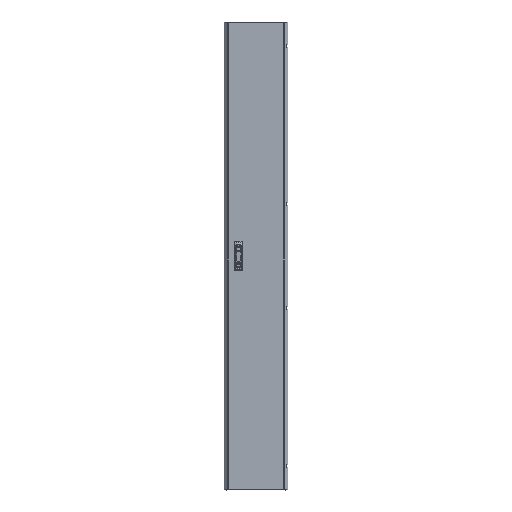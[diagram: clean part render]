
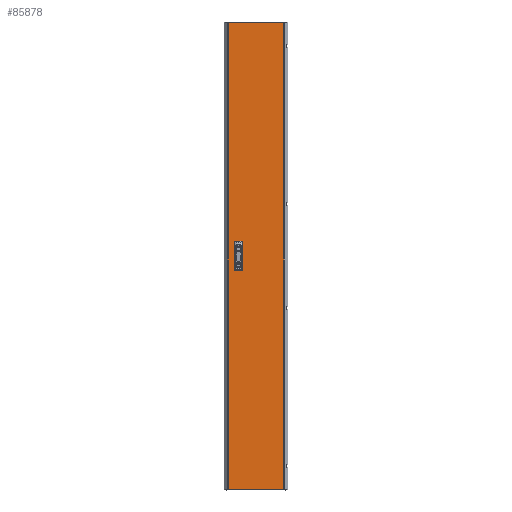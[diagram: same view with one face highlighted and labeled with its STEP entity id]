
A CAD part, top view. The second image highlights one B-rep face of the part: STEP entity #85878.
In plain terms, the highlighted planar face has unit normal (0, 0, 1).
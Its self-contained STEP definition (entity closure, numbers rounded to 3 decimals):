
#68 = ORIENTED_EDGE ( 'NONE', *, *, #4147, .F. ) ;
#1023 = PLANE ( 'NONE',  #34528 ) ;
#2498 = EDGE_LOOP ( 'NONE', ( #68, #119220, #63392, #113792 ) ) ;
#3023 = EDGE_CURVE ( 'NONE', #80060, #114984, #19858, .T. ) ;
#3729 = DIRECTION ( 'NONE',  ( -1., 0., 0. ) ) ;
#3806 = VECTOR ( 'NONE', #37144, 1000. ) ;
#4147 = EDGE_CURVE ( 'NONE', #114984, #71606, #56327, .T. ) ;
#8771 = VERTEX_POINT ( 'NONE', #123985 ) ;
#9094 = EDGE_LOOP ( 'NONE', ( #72222, #79743, #19506, #18201 ) ) ;
#9432 = ORIENTED_EDGE ( 'NONE', *, *, #97347, .F. ) ;
#9795 = VECTOR ( 'NONE', #55762, 1000. ) ;
#10793 = CARTESIAN_POINT ( 'NONE',  ( -67.5, 12.5, 0. ) ) ;
#11156 = VECTOR ( 'NONE', #51272, 1000. ) ;
#11391 = LINE ( 'NONE', #118567, #136143 ) ;
#12227 = CARTESIAN_POINT ( 'NONE',  ( -127.875, 1069.5, 0. ) ) ;
#12343 = VECTOR ( 'NONE', #101259, 1000. ) ;
#13865 = CARTESIAN_POINT ( 'NONE',  ( -127.875, -1069.5, 0. ) ) ;
#15023 = VERTEX_POINT ( 'NONE', #41289 ) ;
#18201 = ORIENTED_EDGE ( 'NONE', *, *, #18487, .T. ) ;
#18438 = VERTEX_POINT ( 'NONE', #119002 ) ;
#18487 = EDGE_CURVE ( 'NONE', #18438, #108143, #103431, .T. ) ;
#19506 = ORIENTED_EDGE ( 'NONE', *, *, #120120, .T. ) ;
#19858 = LINE ( 'NONE', #43731, #33864 ) ;
#26532 = LINE ( 'NONE', #13865, #12343 ) ;
#28379 = VERTEX_POINT ( 'NONE', #99446 ) ;
#30270 = CARTESIAN_POINT ( 'NONE',  ( -67.5, 62.5, 0. ) ) ;
#31352 = DIRECTION ( 'NONE',  ( -1., 0., 0. ) ) ;
#32103 = VECTOR ( 'NONE', #38285, 1000. ) ;
#33864 = VECTOR ( 'NONE', #116454, 1000. ) ;
#34528 = AXIS2_PLACEMENT_3D ( 'NONE', #108187, #86309, #31352 ) ;
#34582 = CARTESIAN_POINT ( 'NONE',  ( -92.5, -62.5, 0. ) ) ;
#34724 = LINE ( 'NONE', #90380, #85961 ) ;
#36185 = VERTEX_POINT ( 'NONE', #10793 ) ;
#37144 = DIRECTION ( 'NONE',  ( 1., 0., 0. ) ) ;
#37600 = EDGE_CURVE ( 'NONE', #15023, #54941, #34724, .T. ) ;
#38285 = DIRECTION ( 'NONE',  ( 0., 1., 0. ) ) ;
#40097 = VECTOR ( 'NONE', #117603, 1000. ) ;
#40652 = ORIENTED_EDGE ( 'NONE', *, *, #95137, .F. ) ;
#41289 = CARTESIAN_POINT ( 'NONE',  ( 127.875, 1069.5, 0. ) ) ;
#42305 = DIRECTION ( 'NONE',  ( 1., 0., 0. ) ) ;
#43731 = CARTESIAN_POINT ( 'NONE',  ( -67.5, -62.5, 0. ) ) ;
#44647 = VECTOR ( 'NONE', #42305, 1000. ) ;
#47260 = ORIENTED_EDGE ( 'NONE', *, *, #107737, .F. ) ;
#49142 = CARTESIAN_POINT ( 'NONE',  ( -127.875, -1069.5, 0. ) ) ;
#51272 = DIRECTION ( 'NONE',  ( 0., -1., 0. ) ) ;
#51317 = EDGE_CURVE ( 'NONE', #100601, #80060, #11391, .T. ) ;
#52528 = FACE_BOUND ( 'NONE', #2498, .T. ) ;
#52905 = LINE ( 'NONE', #138888, #44647 ) ;
#54941 = VERTEX_POINT ( 'NONE', #12227 ) ;
#55762 = DIRECTION ( 'NONE',  ( 0., -1., 0. ) ) ;
#56327 = LINE ( 'NONE', #101401, #80412 ) ;
#58675 = EDGE_CURVE ( 'NONE', #108143, #15023, #138729, .T. ) ;
#63392 = ORIENTED_EDGE ( 'NONE', *, *, #51317, .F. ) ;
#65170 = FACE_BOUND ( 'NONE', #125158, .T. ) ;
#66143 = EDGE_CURVE ( 'NONE', #71606, #100601, #107947, .T. ) ;
#66179 = ORIENTED_EDGE ( 'NONE', *, *, #84835, .F. ) ;
#66324 = CARTESIAN_POINT ( 'NONE',  ( -92.5, -12.5, 0. ) ) ;
#71606 = VERTEX_POINT ( 'NONE', #66324 ) ;
#72222 = ORIENTED_EDGE ( 'NONE', *, *, #58675, .T. ) ;
#76025 = CARTESIAN_POINT ( 'NONE',  ( -92.5, 62.5, 0. ) ) ;
#76723 = LINE ( 'NONE', #76025, #101220 ) ;
#77264 = CARTESIAN_POINT ( 'NONE',  ( 127.875, -1069.5, 0. ) ) ;
#79743 = ORIENTED_EDGE ( 'NONE', *, *, #37600, .T. ) ;
#80060 = VERTEX_POINT ( 'NONE', #131226 ) ;
#80412 = VECTOR ( 'NONE', #88719, 1000. ) ;
#84835 = EDGE_CURVE ( 'NONE', #36185, #122327, #103166, .T. ) ;
#85730 = LINE ( 'NONE', #104853, #11156 ) ;
#85878 = ADVANCED_FACE ( 'NONE', ( #65170, #52528, #128628 ), #1023, .F. ) ;
#85961 = VECTOR ( 'NONE', #3729, 1000. ) ;
#86309 = DIRECTION ( 'NONE',  ( 0., 0., -1. ) ) ;
#88694 = DIRECTION ( 'NONE',  ( -1., 0., 0. ) ) ;
#88719 = DIRECTION ( 'NONE',  ( -1., 0., 0. ) ) ;
#90380 = CARTESIAN_POINT ( 'NONE',  ( -127.875, 1069.5, 0. ) ) ;
#91874 = CARTESIAN_POINT ( 'NONE',  ( -67.5, 12.5, 0. ) ) ;
#95137 = EDGE_CURVE ( 'NONE', #28379, #36185, #52905, .T. ) ;
#97347 = EDGE_CURVE ( 'NONE', #8771, #28379, #85730, .T. ) ;
#99446 = CARTESIAN_POINT ( 'NONE',  ( -92.5, 12.5, 0. ) ) ;
#100601 = VERTEX_POINT ( 'NONE', #111556 ) ;
#101220 = VECTOR ( 'NONE', #88694, 1000. ) ;
#101259 = DIRECTION ( 'NONE',  ( 0., -1., 0. ) ) ;
#101401 = CARTESIAN_POINT ( 'NONE',  ( -92.5, -12.5, 0. ) ) ;
#103166 = LINE ( 'NONE', #91874, #32103 ) ;
#103431 = LINE ( 'NONE', #49142, #3806 ) ;
#104853 = CARTESIAN_POINT ( 'NONE',  ( -92.5, 12.5, 0. ) ) ;
#107737 = EDGE_CURVE ( 'NONE', #122327, #8771, #76723, .T. ) ;
#107947 = LINE ( 'NONE', #34582, #9795 ) ;
#108143 = VERTEX_POINT ( 'NONE', #77264 ) ;
#108187 = CARTESIAN_POINT ( 'NONE',  ( 0., 0., 0. ) ) ;
#109106 = CARTESIAN_POINT ( 'NONE',  ( 127.875, -1069.5, 0. ) ) ;
#111556 = CARTESIAN_POINT ( 'NONE',  ( -92.5, -62.5, 0. ) ) ;
#113792 = ORIENTED_EDGE ( 'NONE', *, *, #66143, .F. ) ;
#114984 = VERTEX_POINT ( 'NONE', #134178 ) ;
#116454 = DIRECTION ( 'NONE',  ( 0., 1., 0. ) ) ;
#117603 = DIRECTION ( 'NONE',  ( 0., 1., 0. ) ) ;
#118567 = CARTESIAN_POINT ( 'NONE',  ( -92.5, -62.5, 0. ) ) ;
#119002 = CARTESIAN_POINT ( 'NONE',  ( -127.875, -1069.5, 0. ) ) ;
#119220 = ORIENTED_EDGE ( 'NONE', *, *, #3023, .F. ) ;
#120120 = EDGE_CURVE ( 'NONE', #54941, #18438, #26532, .T. ) ;
#122327 = VERTEX_POINT ( 'NONE', #30270 ) ;
#123985 = CARTESIAN_POINT ( 'NONE',  ( -92.5, 62.5, 0. ) ) ;
#125158 = EDGE_LOOP ( 'NONE', ( #47260, #66179, #40652, #9432 ) ) ;
#127062 = DIRECTION ( 'NONE',  ( 1., 0., 0. ) ) ;
#128628 = FACE_OUTER_BOUND ( 'NONE', #9094, .T. ) ;
#131226 = CARTESIAN_POINT ( 'NONE',  ( -67.5, -62.5, 0. ) ) ;
#134178 = CARTESIAN_POINT ( 'NONE',  ( -67.5, -12.5, 0. ) ) ;
#136143 = VECTOR ( 'NONE', #127062, 1000. ) ;
#138729 = LINE ( 'NONE', #109106, #40097 ) ;
#138888 = CARTESIAN_POINT ( 'NONE',  ( -92.5, 12.5, 0. ) ) ;
